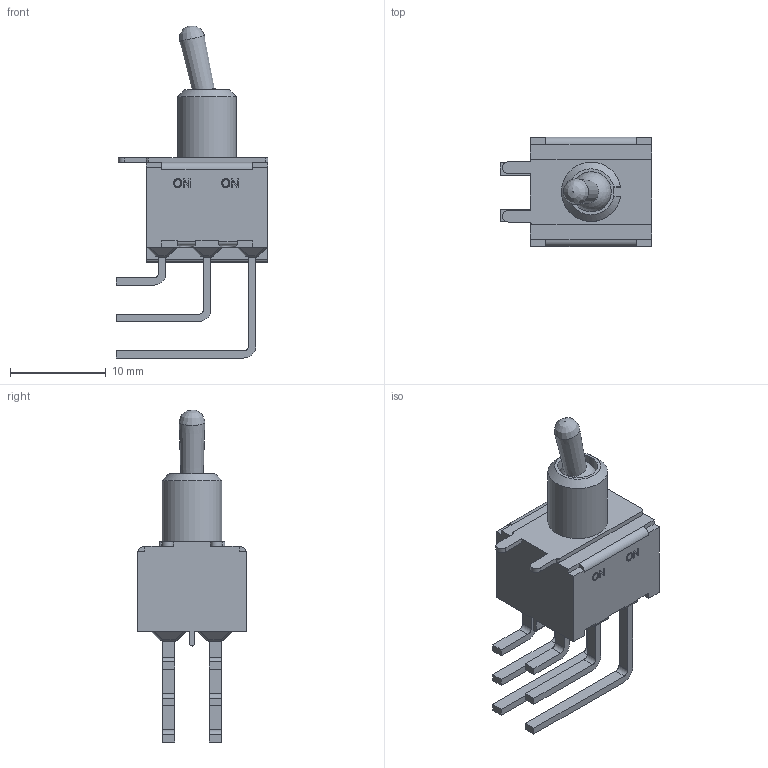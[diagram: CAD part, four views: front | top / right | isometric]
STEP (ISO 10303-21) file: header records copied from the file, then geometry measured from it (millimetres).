
FILE_DESCRIPTION((' '),'2;1');
FILE_NAME('100DPxT2B4M7xE.stp','2017-07-27T15:14:53',(' '),(' '),' ','ACIS',' ');
FILE_SCHEMA(('CONFIG_CONTROL_DESIGN'));
Length unit declared in the file: inch
Products named in the file (1): 100DPxT2B4M7xE.stp
Bounding box: 15.88 x 11.43 x 34.71 mm (x, y, z)
Volume: 995.8 mm3; surface area: 2165.6 mm2
Topology: 2 solids, 3 shells, 396 faces, 1001 edges, 638 vertices
Faces by surface type: plane 273, cylinder 79, sphere 25, bspline 17, cone 2
Full cylindrical faces by diameter (mm): 4.2 x1
Entity records: 11907 total; most frequent: CARTESIAN_POINT 2318, ORIENTED_EDGE 1988, DIRECTION 1884, EDGE_CURVE 994, VECTOR 792, LINE 792, VERTEX_POINT 635, AXIS2_PLACEMENT_3D 546
